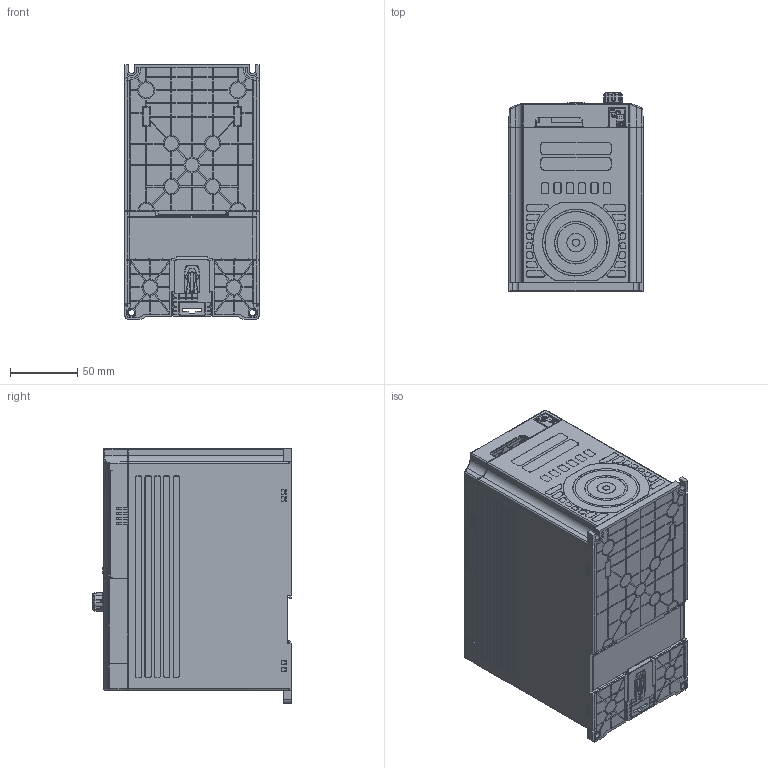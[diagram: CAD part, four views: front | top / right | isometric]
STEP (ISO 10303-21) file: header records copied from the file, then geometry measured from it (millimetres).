
FILE_DESCRIPTION (( 'STEP AP214' ), '1' );
FILE_NAME ('ACM-11P0.STEP', '2025-11-12T23:46:05', ( '' ), ( '' ), 'SwSTEP 2.0', 'SolidWorks 2024', '' );
FILE_SCHEMA (( 'AUTOMOTIVE_DESIGN' ));
Length unit declared in the file: inch
Products named in the file (1): ACM-11P0
Bounding box: 100 x 148 x 190 mm (x, y, z)
Volume: 366856.2 mm3; surface area: 255898.4 mm2
Topology: 6 solids, 6 shells, 5553 faces, 14483 edges, 9186 vertices
Faces by surface type: plane 2779, cylinder 1549, torus 439, bspline 330, sphere 256, cone 200
Entity records: 196255 total; most frequent: CARTESIAN_POINT 71511, ORIENTED_EDGE 28880, DIRECTION 21200, EDGE_CURVE 14440, VERTEX_POINT 9186, VECTOR 7638, LINE 7638, AXIS2_PLACEMENT_3D 6781
